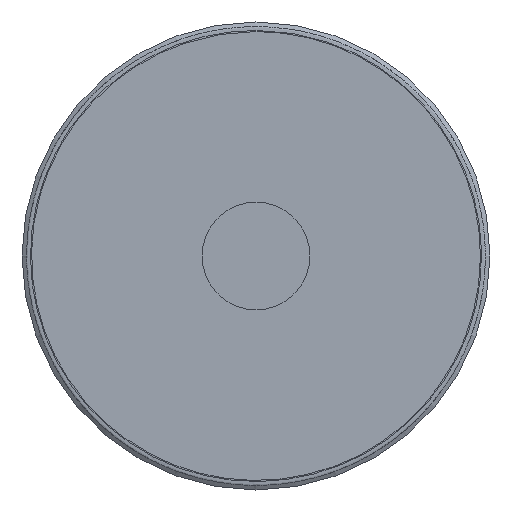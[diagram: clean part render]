
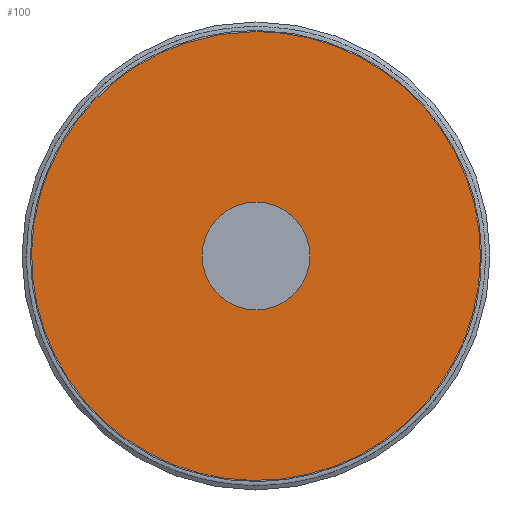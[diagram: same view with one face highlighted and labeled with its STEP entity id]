
A CAD part, left-side view. The second image highlights one B-rep face of the part: STEP entity #100.
In plain terms, the highlighted planar face has unit normal (-1, 0, 0).
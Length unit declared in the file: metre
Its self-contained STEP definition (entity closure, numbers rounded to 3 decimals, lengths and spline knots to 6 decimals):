
#14=B_SPLINE_CURVE_WITH_KNOTS('',3,(#272,#273,#274,#275,#276,#277,#278,
#279,#280,#281,#282,#283,#284,#285,#286,#287,#288,#289,#290),
 .UNSPECIFIED.,.T.,.F.,(1,1,1,1,1,1,1,1,1,1,1,1,1,1,1,1,1,1,1,1,1,1,1),
(-0.190789,-0.128289,-0.065789,0.,0.059375,
0.121719,0.184211,0.246711,0.309211,0.371711,
0.434211,0.496711,0.559211,0.621711,
0.684211,0.746711,0.809211,0.871711,
0.934211,1.,1.059375,1.121719,1.184211),.UNSPECIFIED.);
#19=PLANE('',#127);
#32=ORIENTED_EDGE('',*,*,#43,.T.);
#33=ORIENTED_EDGE('',*,*,#42,.T.);
#42=EDGE_CURVE('',#50,#50,#57,.T.);
#43=EDGE_CURVE('',#51,#51,#14,.T.);
#50=VERTEX_POINT('',#270);
#51=VERTEX_POINT('',#291);
#57=CIRCLE('',#126,0.002921);
#70=EDGE_LOOP('',(#32));
#71=EDGE_LOOP('',(#33));
#86=FACE_BOUND('',#70,.T.);
#87=FACE_BOUND('',#71,.T.);
#100=ADVANCED_FACE('',(#86,#87),#19,.F.);
#126=AXIS2_PLACEMENT_3D('',#269,#152,#153);
#127=AXIS2_PLACEMENT_3D('',#271,#154,#155);
#152=DIRECTION('',(1.,0.,0.));
#153=DIRECTION('',(0.,0.,-1.));
#154=DIRECTION('',(1.,0.,0.));
#155=DIRECTION('',(0.,1.,0.));
#269=CARTESIAN_POINT('',(-0.041275,0.048501,0.019352));
#270=CARTESIAN_POINT('',(-0.041275,0.048501,0.016431));
#271=CARTESIAN_POINT('',(-0.041275,0.001108,0.087271));
#272=CARTESIAN_POINT('',(-0.041275,0.043547,0.030845));
#273=CARTESIAN_POINT('',(-0.041275,0.048339,0.031849));
#274=CARTESIAN_POINT('',(-0.041275,0.053116,0.030948));
#275=CARTESIAN_POINT('',(-0.041275,0.057154,0.028368));
#276=CARTESIAN_POINT('',(-0.041275,0.059944,0.024375));
#277=CARTESIAN_POINT('',(-0.041275,0.060995,0.019613));
#278=CARTESIAN_POINT('',(-0.041275,0.060144,0.014812));
#279=CARTESIAN_POINT('',(-0.041275,0.05752,0.010702));
#280=CARTESIAN_POINT('',(-0.041275,0.053523,0.007909));
#281=CARTESIAN_POINT('',(-0.041275,0.048762,0.006858));
#282=CARTESIAN_POINT('',(-0.041275,0.04396,0.007709));
#283=CARTESIAN_POINT('',(-0.041275,0.03985,0.010333));
#284=CARTESIAN_POINT('',(-0.041275,0.037057,0.014329));
#285=CARTESIAN_POINT('',(-0.041275,0.036006,0.019091));
#286=CARTESIAN_POINT('',(-0.041275,0.036857,0.023892));
#287=CARTESIAN_POINT('',(-0.041275,0.039481,0.028002));
#288=CARTESIAN_POINT('',(-0.041275,0.043547,0.030845));
#289=CARTESIAN_POINT('',(-0.041275,0.048339,0.031849));
#290=CARTESIAN_POINT('',(-0.041275,0.053116,0.030948));
#291=CARTESIAN_POINT('',(-0.041275,0.048501,0.031532));
